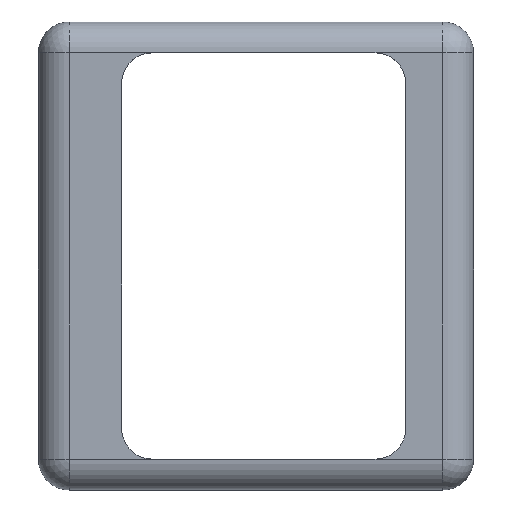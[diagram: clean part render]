
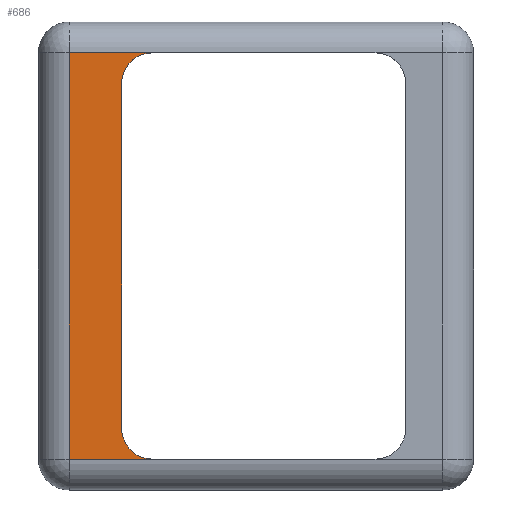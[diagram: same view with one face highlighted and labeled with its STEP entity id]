
A CAD part, top view. The second image highlights one B-rep face of the part: STEP entity #686.
In plain terms, the highlighted planar face has unit normal (0, 0, 1).
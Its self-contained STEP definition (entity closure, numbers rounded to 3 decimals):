
#33=CIRCLE('',#741,2.);
#34=CIRCLE('',#742,2.);
#78=FACE_OUTER_BOUND('',#118,.T.);
#118=EDGE_LOOP('',(#537,#538,#539,#540,#541,#542));
#178=LINE('',#1061,#252);
#182=LINE('',#1080,#256);
#186=LINE('',#1092,#260);
#187=LINE('',#1101,#261);
#252=VECTOR('',#844,5.4);
#256=VECTOR('',#864,5.4);
#260=VECTOR('',#878,26.4);
#261=VECTOR('',#891,22.4);
#311=VERTEX_POINT('',#1050);
#316=VERTEX_POINT('',#1059);
#322=VERTEX_POINT('',#1077);
#323=VERTEX_POINT('',#1079);
#327=VERTEX_POINT('',#1098);
#328=VERTEX_POINT('',#1100);
#388=EDGE_CURVE('',#316,#311,#178,.T.);
#397=EDGE_CURVE('',#322,#323,#182,.T.);
#404=EDGE_CURVE('',#311,#322,#186,.T.);
#407=EDGE_CURVE('',#316,#327,#33,.T.);
#408=EDGE_CURVE('',#327,#328,#187,.T.);
#409=EDGE_CURVE('',#328,#323,#34,.T.);
#537=ORIENTED_EDGE('',*,*,#388,.F.);
#538=ORIENTED_EDGE('',*,*,#407,.T.);
#539=ORIENTED_EDGE('',*,*,#408,.T.);
#540=ORIENTED_EDGE('',*,*,#409,.T.);
#541=ORIENTED_EDGE('',*,*,#397,.F.);
#542=ORIENTED_EDGE('',*,*,#404,.F.);
#654=PLANE('',#740);
#686=ADVANCED_FACE('',(#78),#654,.T.);
#740=AXIS2_PLACEMENT_3D('',#1097,#887,#888);
#741=AXIS2_PLACEMENT_3D('',#1099,#889,#890);
#742=AXIS2_PLACEMENT_3D('',#1102,#892,#893);
#844=DIRECTION('',(-1.,0.,0.));
#864=DIRECTION('',(1.,0.,0.));
#878=DIRECTION('',(0.,1.,0.));
#887=DIRECTION('center_axis',(0.,0.,1.));
#888=DIRECTION('ref_axis',(1.,0.,0.));
#889=DIRECTION('center_axis',(0.,0.,-1.));
#890=DIRECTION('ref_axis',(-1.,0.,0.));
#891=DIRECTION('',(0.,1.,0.));
#892=DIRECTION('center_axis',(0.,0.,-1.));
#893=DIRECTION('ref_axis',(0.,1.,0.));
#1050=CARTESIAN_POINT('',(0.325,13.8,3.));
#1059=CARTESIAN_POINT('',(5.725,13.8,3.));
#1061=CARTESIAN_POINT('',(6.39,13.8,3.));
#1077=CARTESIAN_POINT('',(0.325,40.2,3.));
#1079=CARTESIAN_POINT('',(5.725,40.2,3.));
#1080=CARTESIAN_POINT('',(18.52,40.2,3.));
#1092=CARTESIAN_POINT('',(0.325,33.6,3.));
#1097=CARTESIAN_POINT('Origin',(12.455,27.,3.));
#1098=CARTESIAN_POINT('',(3.725,15.8,3.));
#1099=CARTESIAN_POINT('Origin',(5.725,15.8,3.));
#1100=CARTESIAN_POINT('',(3.725,38.2,3.));
#1101=CARTESIAN_POINT('',(3.725,32.6,3.));
#1102=CARTESIAN_POINT('Origin',(5.725,38.2,3.));
